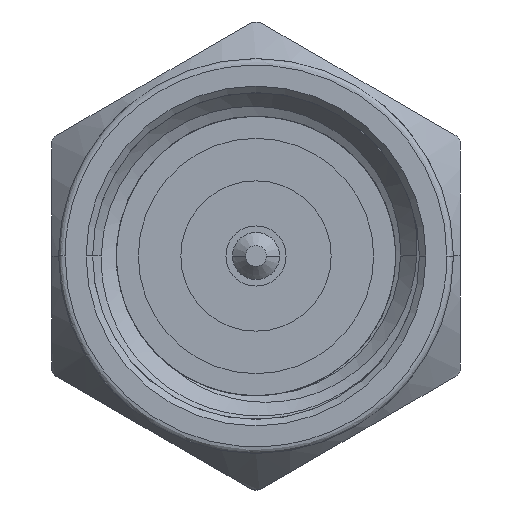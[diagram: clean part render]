
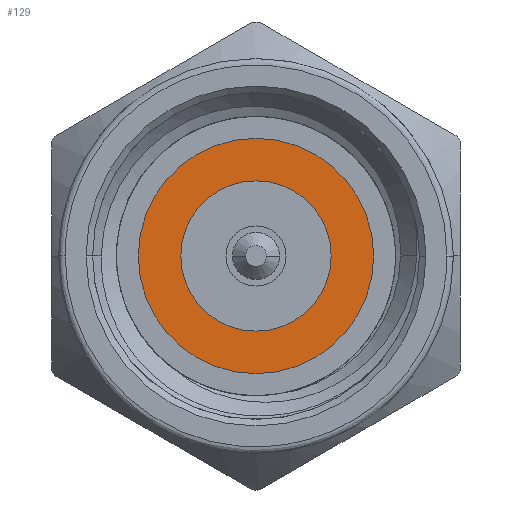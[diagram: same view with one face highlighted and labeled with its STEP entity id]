
A CAD part, front view. The second image highlights one B-rep face of the part: STEP entity #129.
In plain terms, the highlighted planar face has unit normal (0, -1, 0).
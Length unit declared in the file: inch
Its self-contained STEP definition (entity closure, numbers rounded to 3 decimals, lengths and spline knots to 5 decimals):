
#50 = ORIENTED_EDGE ( 'NONE', *, *, #561, .F. ) ;
#79 = CARTESIAN_POINT ( 'NONE',  ( 0.09, -0.40862, 0. ) ) ;
#90 = CARTESIAN_POINT ( 'NONE',  ( -0.05748, -0.40862, 0. ) ) ;
#129 = ADVANCED_FACE ( 'NONE', ( #697, #600 ), #3136, .T. ) ;
#231 = DIRECTION ( 'NONE',  ( 0., 1., 0. ) ) ;
#353 = ORIENTED_EDGE ( 'NONE', *, *, #2024, .T. ) ;
#362 = AXIS2_PLACEMENT_3D ( 'NONE', #3366, #3355, #2860 ) ;
#522 = CIRCLE ( 'NONE', #737, 0.05748 ) ;
#525 = EDGE_CURVE ( 'NONE', #2179, #1284, #1667, .T. ) ;
#561 = EDGE_CURVE ( 'NONE', #1284, #2179, #809, .T. ) ;
#571 = DIRECTION ( 'NONE',  ( 0., -1., 0. ) ) ;
#600 = FACE_BOUND ( 'NONE', #931, .T. ) ;
#609 = EDGE_CURVE ( 'NONE', #2122, #1036, #522, .T. ) ;
#697 = FACE_OUTER_BOUND ( 'NONE', #3275, .T. ) ;
#737 = AXIS2_PLACEMENT_3D ( 'NONE', #2085, #231, #2876 ) ;
#809 = CIRCLE ( 'NONE', #1079, 0.09 ) ;
#924 = CIRCLE ( 'NONE', #1471, 0.05748 ) ;
#931 = EDGE_LOOP ( 'NONE', ( #353, #2353 ) ) ;
#969 = DIRECTION ( 'NONE',  ( 0., 1., 0. ) ) ;
#1033 = CARTESIAN_POINT ( 'NONE',  ( 0., -0.40862, 0. ) ) ;
#1036 = VERTEX_POINT ( 'NONE', #90 ) ;
#1073 = CARTESIAN_POINT ( 'NONE',  ( 0., -0.40862, 0. ) ) ;
#1079 = AXIS2_PLACEMENT_3D ( 'NONE', #1073, #2910, #1819 ) ;
#1284 = VERTEX_POINT ( 'NONE', #1679 ) ;
#1471 = AXIS2_PLACEMENT_3D ( 'NONE', #2513, #969, #2818 ) ;
#1601 = DIRECTION ( 'NONE',  ( 1., 0., 0. ) ) ;
#1667 = CIRCLE ( 'NONE', #362, 0.09 ) ;
#1679 = CARTESIAN_POINT ( 'NONE',  ( -0.09, -0.40862, 0. ) ) ;
#1688 = CARTESIAN_POINT ( 'NONE',  ( 0.05748, -0.40862, 0. ) ) ;
#1818 = ORIENTED_EDGE ( 'NONE', *, *, #525, .F. ) ;
#1819 = DIRECTION ( 'NONE',  ( -1., 0., 0. ) ) ;
#2024 = EDGE_CURVE ( 'NONE', #1036, #2122, #924, .T. ) ;
#2085 = CARTESIAN_POINT ( 'NONE',  ( 0., -0.40862, 0. ) ) ;
#2122 = VERTEX_POINT ( 'NONE', #1688 ) ;
#2179 = VERTEX_POINT ( 'NONE', #79 ) ;
#2353 = ORIENTED_EDGE ( 'NONE', *, *, #609, .T. ) ;
#2513 = CARTESIAN_POINT ( 'NONE',  ( 0., -0.40862, 0. ) ) ;
#2818 = DIRECTION ( 'NONE',  ( -1., 0., 0. ) ) ;
#2860 = DIRECTION ( 'NONE',  ( -1., 0., 0. ) ) ;
#2876 = DIRECTION ( 'NONE',  ( -1., 0., 0. ) ) ;
#2910 = DIRECTION ( 'NONE',  ( 0., 1., 0. ) ) ;
#3136 = PLANE ( 'NONE',  #3158 ) ;
#3158 = AXIS2_PLACEMENT_3D ( 'NONE', #1033, #571, #1601 ) ;
#3275 = EDGE_LOOP ( 'NONE', ( #50, #1818 ) ) ;
#3355 = DIRECTION ( 'NONE',  ( 0., 1., 0. ) ) ;
#3366 = CARTESIAN_POINT ( 'NONE',  ( 0., -0.40862, 0. ) ) ;
